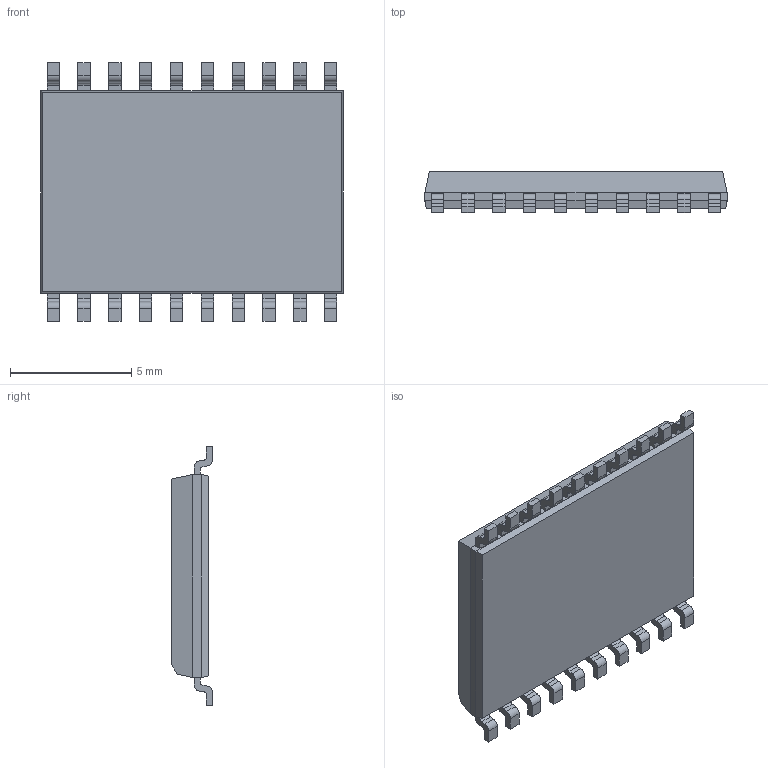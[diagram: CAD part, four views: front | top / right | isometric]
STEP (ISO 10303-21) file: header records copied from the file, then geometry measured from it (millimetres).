
FILE_DESCRIPTION (( 'STEP AP214' ), '1' );
FILE_NAME ('User Library-SOIC.STEP', '2015-09-08T14:50:59', ( 'Windows User' ), ( '' ), 'SwSTEP 2.0', 'SolidWorks 2015', '' );
FILE_SCHEMA (( 'AUTOMOTIVE_DESIGN' ));
Length unit declared in the file: inch
Products named in the file (1): User Library-SOIC
Bounding box: 12.45 x 1.7 x 10.64 mm (x, y, z)
Volume: 158.1 mm3; surface area: 305.2 mm2
Topology: 1 solids, 1 shells, 278 faces, 757 edges, 502 vertices
Faces by surface type: plane 196, cylinder 82
Entity records: 8976 total; most frequent: CARTESIAN_POINT 1538, ORIENTED_EDGE 1514, DIRECTION 1479, EDGE_CURVE 757, LINE 593, VECTOR 593, VERTEX_POINT 502, AXIS2_PLACEMENT_3D 443
